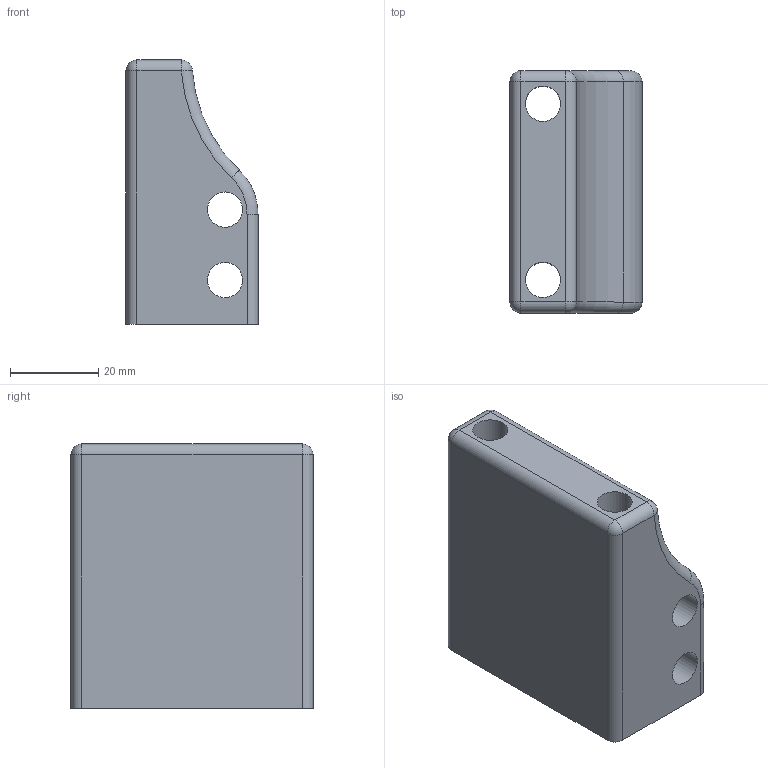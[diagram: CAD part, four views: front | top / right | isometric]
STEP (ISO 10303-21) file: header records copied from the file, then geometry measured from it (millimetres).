
FILE_DESCRIPTION(('FreeCAD Model'),'2;1');
FILE_NAME('ProjRailSupLabel.step','2015-04-13T19:02:02' ,('FreeCAD'),('FreeCAD'),'Open CASCADE STEP processor 6.5','FreeCAD', 'Unknown');
FILE_SCHEMA(('AUTOMOTIVE_DESIGN_CC2 { 1 2 10303 214 -1 1 5 4 }'));
Length unit declared in the file: millimetre
Products named in the file (1): ProjRailSupLabel
Bounding box: 30 x 55 x 60 mm (x, y, z)
Volume: 69965.6 mm3; surface area: 17483.7 mm2
Topology: 1 solids, 1 shells, 244 faces, 691 edges, 454 vertices
Faces by surface type: extrusion 157, plane 65, cylinder 14, torus 4, sphere 4
Full cylindrical faces by diameter (mm): 8 x4
Entity records: 18729 total; most frequent: CARTESIAN_POINT 4426, DIRECTION 1770, VECTOR 1506, ORIENTED_EDGE 1374, PCURVE 1374, DEFINITIONAL_REPRESENTATION 1374, LINE 1349, B_SPLINE_CURVE_WITH_KNOTS 809
